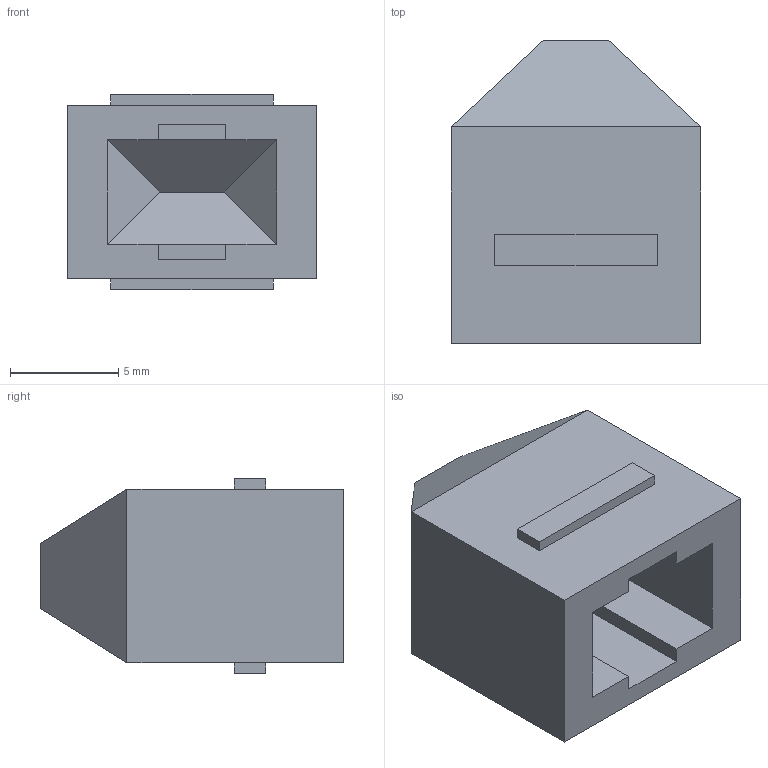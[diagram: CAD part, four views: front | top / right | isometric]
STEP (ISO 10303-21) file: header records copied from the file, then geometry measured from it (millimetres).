
FILE_DESCRIPTION (( 'STEP AP214' ), '1' );
FILE_NAME ('DSTCP-C-MTP.STEP', '2018-10-01T12:40:09', ( '' ), ( '' ), 'SwSTEP 2.0', 'SolidWorks 2017', '' );
FILE_SCHEMA (( 'AUTOMOTIVE_DESIGN' ));
Length unit declared in the file: millimetre
Products named in the file (1): DSTCP-C-MTP
Bounding box: 11.5 x 14 x 9 mm (x, y, z)
Volume: 654 mm3; surface area: 934.8 mm2
Topology: 1 solids, 1 shells, 38 faces, 87 edges, 54 vertices
Faces by surface type: plane 38
Entity records: 1113 total; most frequent: CARTESIAN_POINT 180, ORIENTED_EDGE 174, DIRECTION 165, VECTOR 87, LINE 87, EDGE_CURVE 87, VERTEX_POINT 54, EDGE_LOOP 41
